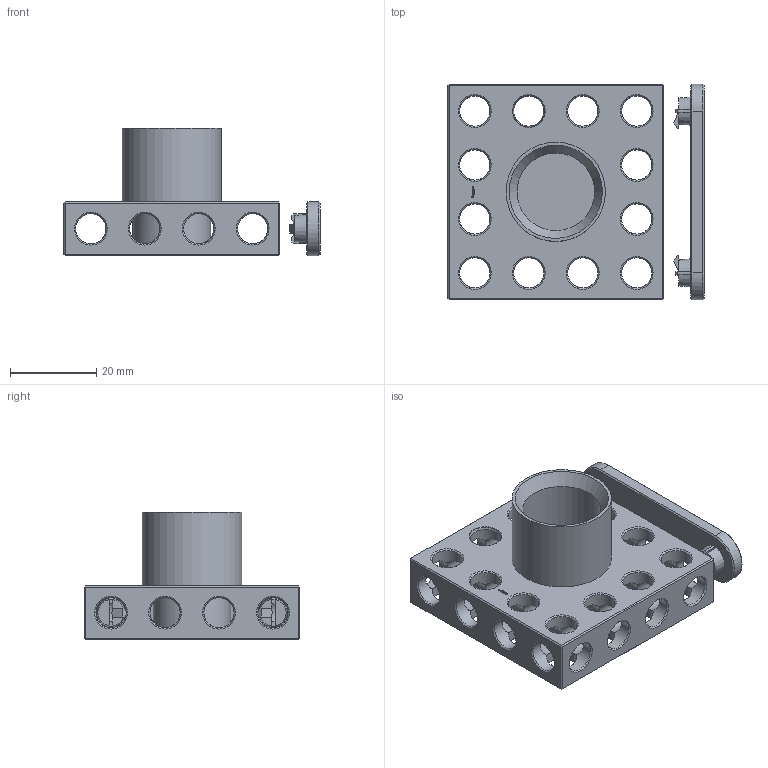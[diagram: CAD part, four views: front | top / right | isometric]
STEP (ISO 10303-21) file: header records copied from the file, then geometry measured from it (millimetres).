
FILE_DESCRIPTION(('FreeCAD Model'),'2;1');
FILE_NAME('Open CASCADE Shape Model','2024-10-31T15:27:22',(''),(''), 'Open CASCADE STEP processor 7.6','FreeCAD','Unknown');
FILE_SCHEMA(('AUTOMOTIVE_DESIGN { 1 0 10303 214 1 1 1 1 }'));
Length unit declared in the file: millimetre
Products named in the file (1): Tool Stand [for SPN-TOL-0034] - SPN-TOL-0043 (stemfie.org)
Bounding box: 59.38 x 50 x 29.5 mm (x, y, z)
Volume: 22676.9 mm3; surface area: 15777.9 mm2
Topology: 2 solids, 2 shells, 896 faces, 2649 edges, 1754 vertices
Faces by surface type: plane 465, extrusion 308, cylinder 73, cone 49, bspline 1
Full cylindrical faces by diameter (mm): 7 x60, 18 x2, 23 x1
Entity records: 31618 total; most frequent: CARTESIAN_POINT 8376, ORIENTED_EDGE 5298, DIRECTION 3898, EDGE_CURVE 2649, VECTOR 1902, VERTEX_POINT 1754, LINE 1594, AXIS2_PLACEMENT_3D 998
